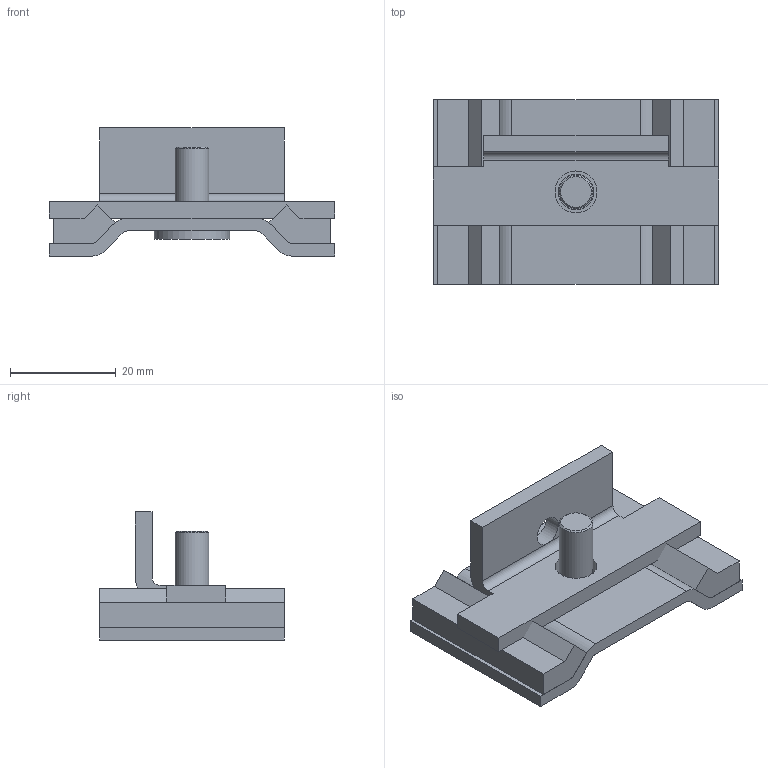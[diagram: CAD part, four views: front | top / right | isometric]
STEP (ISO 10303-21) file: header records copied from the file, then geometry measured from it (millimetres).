
FILE_DESCRIPTION (( 'STEP AP203' ), '1' );
FILE_NAME ('1485BS9.step', '2020-11-19T14:30:06', ( 'ADC123' ), ( 'Microsoft' ), 'SwSTEP 2.0', 'SolidWorks 2019', '' );
FILE_SCHEMA (( 'CONFIG_CONTROL_DESIGN' ));
Length unit declared in the file: inch
Products named in the file (1): 1485BS9
Bounding box: 53.98 x 34.92 x 24.27 mm (x, y, z)
Volume: 12919 mm3; surface area: 10627.3 mm2
Topology: 5 solids, 5 shells, 67 faces, 171 edges, 111 vertices
Faces by surface type: plane 47, cylinder 19, cone 1
Full cylindrical faces by diameter (mm): 4.763 x2, 5.7 x1, 6.35 x1, 6.731 x1, 7.938 x1, 14.287 x1
Entity records: 2091 total; most frequent: CARTESIAN_POINT 372, DIRECTION 338, ORIENTED_EDGE 326, EDGE_CURVE 163, VECTOR 120, LINE 120, VERTEX_POINT 111, AXIS2_PLACEMENT_3D 109
